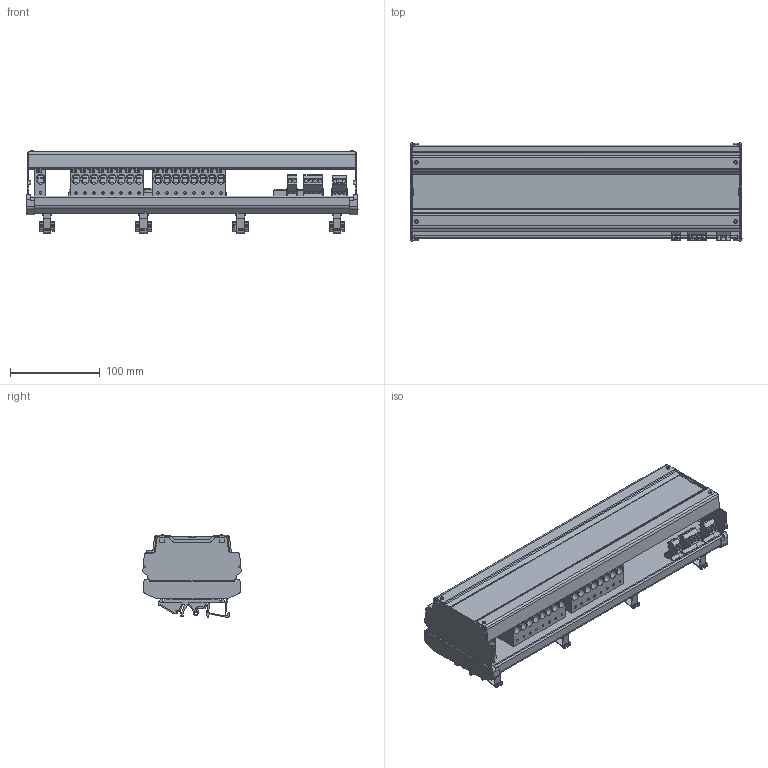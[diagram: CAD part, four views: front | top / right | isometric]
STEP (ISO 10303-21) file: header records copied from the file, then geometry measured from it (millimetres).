
FILE_DESCRIPTION(('CATIA V5R24 STEP','CAx-IF Rec.Pracs.--- Model Styling and Organization---1.2---2011-12-15'),'2;1');
FILE_NAME ('12713444_2_2502520000_S3D_TRANSCLINIC_16I+_1K5_H.stp','2018-04-03T09:23:38+00:00',('none'),('Weidmueller'),'CATIA Version 5-6 Release 2014 SP4','CATIA V5 STEP AP214','none');
FILE_SCHEMA(('AUTOMOTIVE_DESIGN { 1 0 10303 214 1 1 1 1 }'));
Products named in the file (1): 2502520000
Bounding box: 369 x 109.43 x 92.95 mm (x, y, z)
Volume: 926659.9 mm3; surface area: 406629.5 mm2
Topology: 63 solids, 63 shells, 5495 faces, 15993 edges, 10788 vertices
Faces by surface type: plane 3098, cylinder 1729, extrusion 598, cone 52, sphere 12, torus 6
Entity records: 195106 total; most frequent: CARTESIAN_POINT 52671, ORIENTED_EDGE 31974, DIRECTION 21924, EDGE_CURVE 15987, VECTOR 11128, VERTEX_POINT 10788, LINE 10530, AXIS2_PLACEMENT_3D 7110
